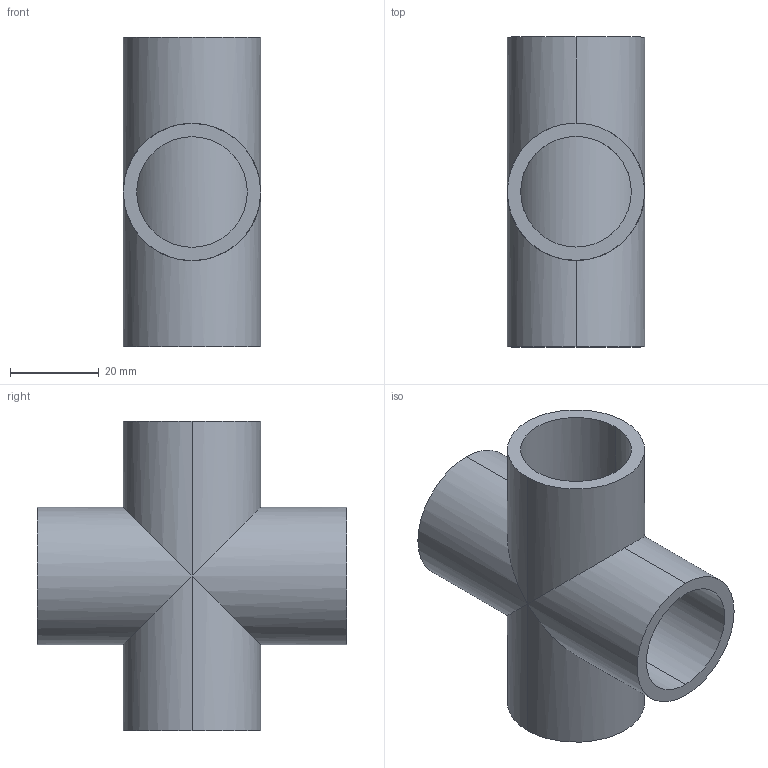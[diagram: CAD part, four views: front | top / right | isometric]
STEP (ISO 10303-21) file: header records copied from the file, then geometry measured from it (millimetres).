
FILE_DESCRIPTION (( 'STEP AP203' ), '1' );
FILE_NAME ('Cross Linkage.STEP_Default_sldprt.STEP', '2023-03-14T03:15:37', ( '' ), ( '' ), 'SwSTEP 2.0', 'SolidWorks 2021', '' );
FILE_SCHEMA (( 'CONFIG_CONTROL_DESIGN' ));
Length unit declared in the file: millimetre
Products named in the file (1): Cross Linkage.STEP_Default_sldprt
Bounding box: 31 x 70 x 70 mm (x, y, z)
Volume: 34367.7 mm3; surface area: 22588.1 mm2
Topology: 1 solids, 2 shells, 30 faces, 58 edges, 36 vertices
Faces by surface type: cylinder 26, plane 4
Entity records: 1239 total; most frequent: CARTESIAN_POINT 597, ORIENTED_EDGE 116, DIRECTION 112, EDGE_CURVE 58, AXIS2_PLACEMENT_3D 47, VERTEX_POINT 36, EDGE_LOOP 34, FACE_OUTER_BOUND 30
